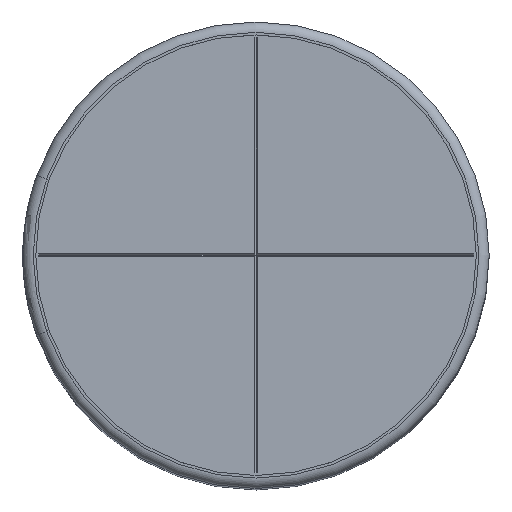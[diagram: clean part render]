
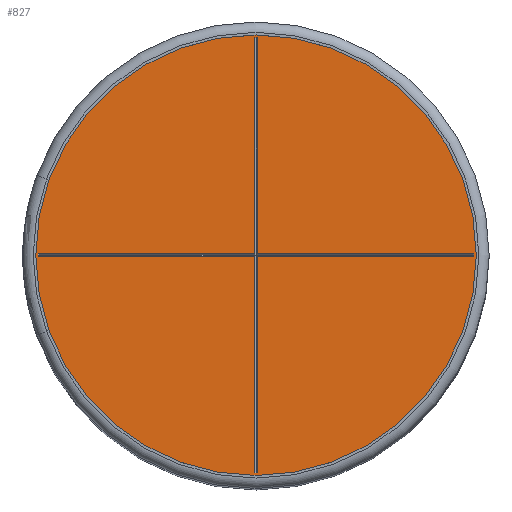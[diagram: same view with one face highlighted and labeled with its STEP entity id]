
A CAD part, top view. The second image highlights one B-rep face of the part: STEP entity #827.
In plain terms, the highlighted planar face has unit normal (0, 0, 1).
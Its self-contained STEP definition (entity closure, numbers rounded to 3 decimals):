
#827=ADVANCED_FACE('',(#1736,#1738),#1740,.T.);
#1736=FACE_BOUND('',#1737,.T.);
#1737=EDGE_LOOP('',(#2483));
#1738=FACE_BOUND('',#1739,.T.);
#1739=EDGE_LOOP('',(#2484,#2485,#2486,#2487,#2488,#2489,#2490,#2491,#2492,#2493,
#2494,#2495));
#1740=PLANE('',#1741);
#1741=AXIS2_PLACEMENT_3D('',#1742,#1743,#1744);
#1742=CARTESIAN_POINT('',(0.,0.,34.9));
#1743=DIRECTION('',(0.,0.,1.));
#1744=DIRECTION('',(1.,0.,0.));
#2483=ORIENTED_EDGE('',*,*,#2869,.T.);
#2484=ORIENTED_EDGE('',*,*,#2897,.T.);
#2485=ORIENTED_EDGE('',*,*,#2898,.T.);
#2486=ORIENTED_EDGE('',*,*,#2899,.T.);
#2487=ORIENTED_EDGE('',*,*,#2900,.T.);
#2488=ORIENTED_EDGE('',*,*,#2901,.T.);
#2489=ORIENTED_EDGE('',*,*,#2902,.T.);
#2490=ORIENTED_EDGE('',*,*,#2903,.T.);
#2491=ORIENTED_EDGE('',*,*,#2904,.T.);
#2492=ORIENTED_EDGE('',*,*,#2905,.T.);
#2493=ORIENTED_EDGE('',*,*,#2906,.T.);
#2494=ORIENTED_EDGE('',*,*,#2907,.T.);
#2495=ORIENTED_EDGE('',*,*,#2908,.T.);
#2869=EDGE_CURVE('',#3364,#3364,#3365,.T.);
#2897=EDGE_CURVE('',#3406,#3407,#3408,.F.);
#2898=EDGE_CURVE('',#3407,#3409,#3410,.F.);
#2899=EDGE_CURVE('',#3409,#3411,#3412,.F.);
#2900=EDGE_CURVE('',#3411,#3413,#3414,.F.);
#2901=EDGE_CURVE('',#3413,#3415,#3416,.F.);
#2902=EDGE_CURVE('',#3415,#3417,#3418,.F.);
#2903=EDGE_CURVE('',#3417,#3419,#3420,.F.);
#2904=EDGE_CURVE('',#3419,#3421,#3422,.F.);
#2905=EDGE_CURVE('',#3421,#3423,#3424,.F.);
#2906=EDGE_CURVE('',#3423,#3425,#3426,.F.);
#2907=EDGE_CURVE('',#3425,#3427,#3428,.F.);
#2908=EDGE_CURVE('',#3427,#3406,#3429,.F.);
#3364=VERTEX_POINT('',#5222);
#3365=CIRCLE('',#5223,8.5);
#3406=VERTEX_POINT('',#5430);
#3407=VERTEX_POINT('',#5431);
#3408=LINE('',#5432,#5433);
#3409=VERTEX_POINT('',#5435);
#3410=LINE('',#5436,#5437);
#3411=VERTEX_POINT('',#5439);
#3412=LINE('',#5440,#5441);
#3413=VERTEX_POINT('',#5443);
#3414=LINE('',#5444,#5445);
#3415=VERTEX_POINT('',#5447);
#3416=LINE('',#5448,#5449);
#3417=VERTEX_POINT('',#5451);
#3418=LINE('',#5452,#5453);
#3419=VERTEX_POINT('',#5455);
#3420=LINE('',#5456,#5457);
#3421=VERTEX_POINT('',#5459);
#3422=LINE('',#5460,#5461);
#3423=VERTEX_POINT('',#5463);
#3424=LINE('',#5464,#5465);
#3425=VERTEX_POINT('',#5467);
#3426=LINE('',#5468,#5469);
#3427=VERTEX_POINT('',#5471);
#3428=LINE('',#5472,#5473);
#3429=LINE('',#5475,#5476);
#5222=CARTESIAN_POINT('',(8.5,0.,34.9));
#5223=AXIS2_PLACEMENT_3D('',#5224,#5225,#5226);
#5224=CARTESIAN_POINT('',(0.,0.,34.9));
#5225=DIRECTION('',(0.,0.,1.));
#5226=DIRECTION('',(1.,0.,0.));
#5430=CARTESIAN_POINT('',(-0.046,-0.05,34.9));
#5431=CARTESIAN_POINT('',(-8.396,-0.05,34.9));
#5432=CARTESIAN_POINT('',(-8.396,-0.05,34.9));
#5433=VECTOR('',#5434,1.);
#5434=DIRECTION('',(1.,0.,0.));
#5435=CARTESIAN_POINT('',(-8.396,0.05,34.9));
#5436=CARTESIAN_POINT('',(-8.396,0.05,34.9));
#5437=VECTOR('',#5438,1.);
#5438=DIRECTION('',(0.,-1.,0.));
#5439=CARTESIAN_POINT('',(-0.046,0.05,34.9));
#5440=CARTESIAN_POINT('',(-0.046,0.05,34.9));
#5441=VECTOR('',#5442,1.);
#5442=DIRECTION('',(-1.,0.,0.));
#5443=CARTESIAN_POINT('',(-0.046,8.4,34.9));
#5444=CARTESIAN_POINT('',(-0.046,8.4,34.9));
#5445=VECTOR('',#5446,1.);
#5446=DIRECTION('',(0.,-1.,0.));
#5447=CARTESIAN_POINT('',(0.054,8.4,34.9));
#5448=CARTESIAN_POINT('',(0.054,8.4,34.9));
#5449=VECTOR('',#5450,1.);
#5450=DIRECTION('',(-1.,0.,0.));
#5451=CARTESIAN_POINT('',(0.054,0.05,34.9));
#5452=CARTESIAN_POINT('',(0.054,0.05,34.9));
#5453=VECTOR('',#5454,1.);
#5454=DIRECTION('',(0.,1.,0.));
#5455=CARTESIAN_POINT('',(8.404,0.05,34.9));
#5456=CARTESIAN_POINT('',(8.404,0.05,34.9));
#5457=VECTOR('',#5458,1.);
#5458=DIRECTION('',(-1.,0.,0.));
#5459=CARTESIAN_POINT('',(8.404,-0.05,34.9));
#5460=CARTESIAN_POINT('',(8.404,-0.05,34.9));
#5461=VECTOR('',#5462,1.);
#5462=DIRECTION('',(0.,1.,0.));
#5463=CARTESIAN_POINT('',(0.054,-0.05,34.9));
#5464=CARTESIAN_POINT('',(0.054,-0.05,34.9));
#5465=VECTOR('',#5466,1.);
#5466=DIRECTION('',(1.,0.,0.));
#5467=CARTESIAN_POINT('',(0.054,-8.4,34.9));
#5468=CARTESIAN_POINT('',(0.054,-8.4,34.9));
#5469=VECTOR('',#5470,1.);
#5470=DIRECTION('',(0.,1.,0.));
#5471=CARTESIAN_POINT('',(-0.046,-8.4,34.9));
#5472=CARTESIAN_POINT('',(-0.046,-8.4,34.9));
#5473=VECTOR('',#5474,1.);
#5474=DIRECTION('',(1.,0.,0.));
#5475=CARTESIAN_POINT('',(-0.046,-0.05,34.9));
#5476=VECTOR('',#5477,1.);
#5477=DIRECTION('',(0.,-1.,0.));
